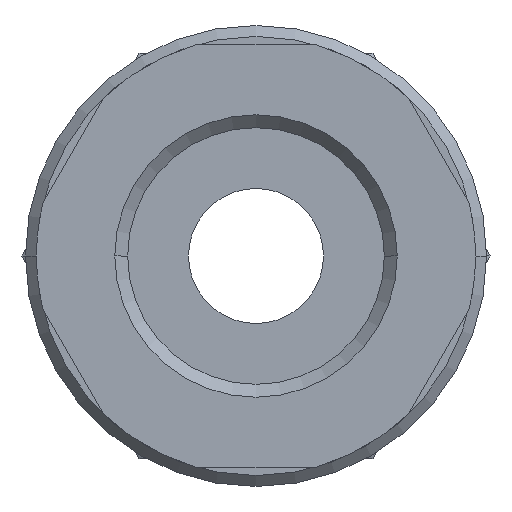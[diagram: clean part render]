
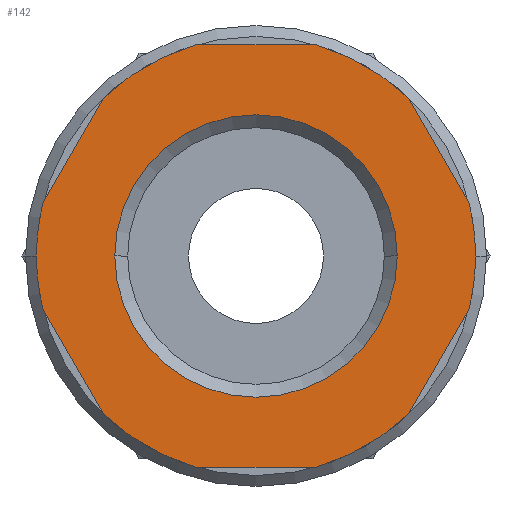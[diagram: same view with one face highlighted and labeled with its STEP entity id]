
A CAD part, front view. The second image highlights one B-rep face of the part: STEP entity #142.
In plain terms, the highlighted planar face has unit normal (0, -1, 0).
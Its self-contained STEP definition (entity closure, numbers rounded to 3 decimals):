
#142=ADVANCED_FACE('',(#377,#378),#379,.T.);
#377=FACE_BOUND('',#716,.T.);
#378=FACE_OUTER_BOUND('',#717,.T.);
#379=PLANE('',#718);
#716=EDGE_LOOP('',(#1078,#1079));
#717=EDGE_LOOP('',(#1080,#1081,#1082,#1083,#1084,#1085,#1086,#1087,#1088,#1089,#1090,#1091,#1092,#1093));
#718=AXIS2_PLACEMENT_3D('',#1094,#1095,#1096);
#1078=ORIENTED_EDGE('',*,*,#1938,.T.);
#1079=ORIENTED_EDGE('',*,*,#1939,.T.);
#1080=ORIENTED_EDGE('',*,*,#1940,.F.);
#1081=ORIENTED_EDGE('',*,*,#1941,.F.);
#1082=ORIENTED_EDGE('',*,*,#1942,.F.);
#1083=ORIENTED_EDGE('',*,*,#1943,.F.);
#1084=ORIENTED_EDGE('',*,*,#1944,.F.);
#1085=ORIENTED_EDGE('',*,*,#1945,.F.);
#1086=ORIENTED_EDGE('',*,*,#1946,.F.);
#1087=ORIENTED_EDGE('',*,*,#1947,.F.);
#1088=ORIENTED_EDGE('',*,*,#1948,.F.);
#1089=ORIENTED_EDGE('',*,*,#1949,.F.);
#1090=ORIENTED_EDGE('',*,*,#1950,.F.);
#1091=ORIENTED_EDGE('',*,*,#1951,.F.);
#1092=ORIENTED_EDGE('',*,*,#1952,.F.);
#1093=ORIENTED_EDGE('',*,*,#1953,.F.);
#1094=CARTESIAN_POINT('',(6.5,0.0,0.0));
#1095=DIRECTION('',(-0.0,-1.0,-0.0));
#1096=DIRECTION('',(-1.0,0.0,0.0));
#1938=EDGE_CURVE('',#2291,#2292,#2293,.T.);
#1939=EDGE_CURVE('',#2292,#2291,#2294,.T.);
#1940=EDGE_CURVE('',#2295,#2296,#2297,.T.);
#1941=EDGE_CURVE('',#2298,#2295,#2299,.T.);
#1942=EDGE_CURVE('',#2300,#2298,#2301,.T.);
#1943=EDGE_CURVE('',#2302,#2300,#2303,.T.);
#1944=EDGE_CURVE('',#2304,#2302,#2305,.T.);
#1945=EDGE_CURVE('',#2306,#2304,#2307,.T.);
#1946=EDGE_CURVE('',#2308,#2306,#2309,.T.);
#1947=EDGE_CURVE('',#2310,#2308,#2311,.T.);
#1948=EDGE_CURVE('',#2312,#2310,#2313,.T.);
#1949=EDGE_CURVE('',#2314,#2312,#2315,.T.);
#1950=EDGE_CURVE('',#2316,#2314,#2317,.T.);
#1951=EDGE_CURVE('',#2318,#2316,#2319,.T.);
#1952=EDGE_CURVE('',#2320,#2318,#2321,.T.);
#1953=EDGE_CURVE('',#2296,#2320,#2322,.T.);
#2291=VERTEX_POINT('',#2781);
#2292=VERTEX_POINT('',#2782);
#2293=CIRCLE('',#2783,8.36);
#2294=CIRCLE('',#2784,8.36);
#2295=VERTEX_POINT('',#2785);
#2296=VERTEX_POINT('',#2786);
#2297=LINE('',#2787,#2788);
#2298=VERTEX_POINT('',#2789);
#2299=CIRCLE('',#2790,13.0);
#2300=VERTEX_POINT('',#2791);
#2301=LINE('',#2792,#2793);
#2302=VERTEX_POINT('',#2794);
#2303=CIRCLE('',#2795,13.0);
#2304=VERTEX_POINT('',#2796);
#2305=LINE('',#2797,#2798);
#2306=VERTEX_POINT('',#2799);
#2307=CIRCLE('',#2800,13.0);
#2308=VERTEX_POINT('',#2801);
#2309=CIRCLE('',#2802,13.0);
#2310=VERTEX_POINT('',#2803);
#2311=LINE('',#2804,#2805);
#2312=VERTEX_POINT('',#2806);
#2313=CIRCLE('',#2807,13.0);
#2314=VERTEX_POINT('',#2808);
#2315=LINE('',#2809,#2810);
#2316=VERTEX_POINT('',#2811);
#2317=CIRCLE('',#2812,13.0);
#2318=VERTEX_POINT('',#2813);
#2319=LINE('',#2814,#2815);
#2320=VERTEX_POINT('',#2816);
#2321=CIRCLE('',#2817,13.0);
#2322=CIRCLE('',#2818,13.0);
#2781=CARTESIAN_POINT('',(-8.36,0.0,0.));
#2782=CARTESIAN_POINT('',(8.36,0.0,0.));
#2783=AXIS2_PLACEMENT_3D('',#3582,#3583,#3584);
#2784=AXIS2_PLACEMENT_3D('',#3585,#3586,#3587);
#2785=CARTESIAN_POINT('',(-9.04,0.0,-9.342));
#2786=CARTESIAN_POINT('',(-12.611,0.0,-3.158));
#2787=CARTESIAN_POINT('',(-10.013,0.0,-7.657));
#2788=VECTOR('',#3588,1.0);
#2789=CARTESIAN_POINT('',(-3.571,0.0,-12.5));
#2790=AXIS2_PLACEMENT_3D('',#3589,#3590,#3591);
#2791=CARTESIAN_POINT('',(3.571,0.0,-12.5));
#2792=CARTESIAN_POINT('',(3.25,0.0,-12.5));
#2793=VECTOR('',#3592,1.0);
#2794=CARTESIAN_POINT('',(9.04,0.0,-9.342));
#2795=AXIS2_PLACEMENT_3D('',#3593,#3594,#3595);
#2796=CARTESIAN_POINT('',(12.611,0.0,-3.158));
#2797=CARTESIAN_POINT('',(11.638,0.0,-4.843));
#2798=VECTOR('',#3596,1.0);
#2799=CARTESIAN_POINT('',(13.0,0.0,0.));
#2800=AXIS2_PLACEMENT_3D('',#3597,#3598,#3599);
#2801=CARTESIAN_POINT('',(12.611,0.0,3.158));
#2802=AXIS2_PLACEMENT_3D('',#3600,#3601,#3602);
#2803=CARTESIAN_POINT('',(9.04,0.0,9.342));
#2804=CARTESIAN_POINT('',(11.638,0.0,4.843));
#2805=VECTOR('',#3603,1.0);
#2806=CARTESIAN_POINT('',(3.571,0.0,12.5));
#2807=AXIS2_PLACEMENT_3D('',#3604,#3605,#3606);
#2808=CARTESIAN_POINT('',(-3.571,0.0,12.5));
#2809=CARTESIAN_POINT('',(3.25,0.0,12.5));
#2810=VECTOR('',#3607,1.0);
#2811=CARTESIAN_POINT('',(-9.04,0.0,9.342));
#2812=AXIS2_PLACEMENT_3D('',#3608,#3609,#3610);
#2813=CARTESIAN_POINT('',(-12.611,0.0,3.158));
#2814=CARTESIAN_POINT('',(-10.013,0.0,7.657));
#2815=VECTOR('',#3611,1.0);
#2816=CARTESIAN_POINT('',(-13.0,0.0,0.));
#2817=AXIS2_PLACEMENT_3D('',#3612,#3613,#3614);
#2818=AXIS2_PLACEMENT_3D('',#3615,#3616,#3617);
#3582=CARTESIAN_POINT('',(0.0,0.0,0.0));
#3583=DIRECTION('',(-0.0,1.0,0.0));
#3584=DIRECTION('',(1.0,0.0,0.0));
#3585=CARTESIAN_POINT('',(0.0,0.0,0.0));
#3586=DIRECTION('',(-0.0,1.0,0.0));
#3587=DIRECTION('',(1.0,0.0,0.0));
#3588=DIRECTION('',(-0.5,0.0,0.866));
#3589=CARTESIAN_POINT('',(0.0,0.0,0.0));
#3590=DIRECTION('',(-0.0,1.0,0.0));
#3591=DIRECTION('',(1.0,0.0,0.0));
#3592=DIRECTION('',(-1.0,0.0,0.0));
#3593=CARTESIAN_POINT('',(0.0,0.0,0.0));
#3594=DIRECTION('',(-0.0,1.0,0.0));
#3595=DIRECTION('',(1.0,0.0,0.0));
#3596=DIRECTION('',(-0.5,0.0,-0.866));
#3597=CARTESIAN_POINT('',(0.0,0.0,0.0));
#3598=DIRECTION('',(-0.0,1.0,0.0));
#3599=DIRECTION('',(1.0,0.0,0.0));
#3600=CARTESIAN_POINT('',(0.0,0.0,0.0));
#3601=DIRECTION('',(-0.0,1.0,0.0));
#3602=DIRECTION('',(1.0,0.0,0.0));
#3603=DIRECTION('',(0.5,0.0,-0.866));
#3604=CARTESIAN_POINT('',(0.0,0.0,0.0));
#3605=DIRECTION('',(-0.0,1.0,0.0));
#3606=DIRECTION('',(1.0,0.0,0.0));
#3607=DIRECTION('',(1.0,-0.0,0.));
#3608=CARTESIAN_POINT('',(0.0,0.0,0.0));
#3609=DIRECTION('',(-0.0,1.0,0.0));
#3610=DIRECTION('',(1.0,0.0,0.0));
#3611=DIRECTION('',(0.5,-0.0,0.866));
#3612=CARTESIAN_POINT('',(0.0,0.0,0.0));
#3613=DIRECTION('',(-0.0,1.0,0.0));
#3614=DIRECTION('',(1.0,0.0,0.0));
#3615=CARTESIAN_POINT('',(0.0,0.0,0.0));
#3616=DIRECTION('',(-0.0,1.0,0.0));
#3617=DIRECTION('',(1.0,0.0,0.0));
